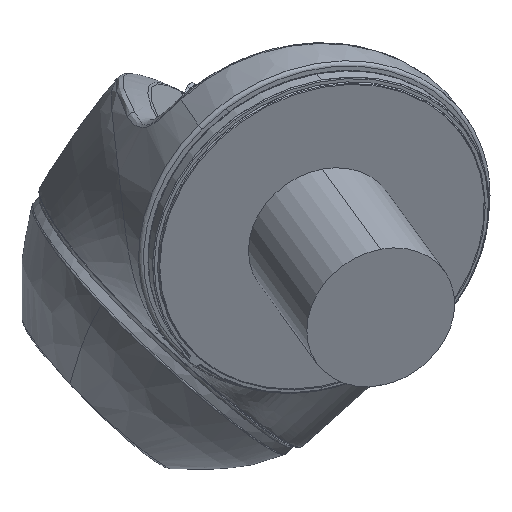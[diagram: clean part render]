
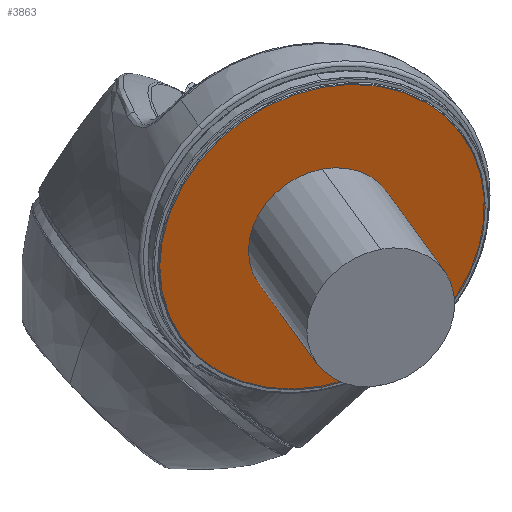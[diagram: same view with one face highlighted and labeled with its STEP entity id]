
A CAD part, left-side view. The second image highlights one B-rep face of the part: STEP entity #3863.
In plain terms, the highlighted planar face has unit normal (-0.814, -0.342, -0.47).
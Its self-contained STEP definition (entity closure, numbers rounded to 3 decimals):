
#1102 = DIRECTION ( 'NONE',  ( 0.5, 0., -0.866 ) ) ;
#1103 = DIRECTION ( 'NONE',  ( 0.814, 0.342, 0.47 ) ) ;
#1104 = CARTESIAN_POINT ( 'NONE',  ( 275.755, 165.894, 543.207 ) ) ;
#3863 = ADVANCED_FACE ( 'NONE', ( #42404, #42418 ), #16226, .F. ) ;
#6586 = CIRCLE ( 'NONE', #28369, 20. ) ;
#6702 = CIRCLE ( 'NONE', #28806, 44. ) ;
#6760 = CIRCLE ( 'NONE', #28767, 20. ) ;
#6821 = CIRCLE ( 'NONE', #28073, 44. ) ;
#16217 = DIRECTION ( 'NONE',  ( -0.107, -0.707, 0.699 ) ) ;
#16218 = DIRECTION ( 'NONE',  ( 0.814, 0.342, 0.47 ) ) ;
#16219 = CARTESIAN_POINT ( 'NONE',  ( 255.073, 224.94, 536.048 ) ) ;
#16226 = PLANE ( 'NONE',  #28109 ) ;
#19850 = DIRECTION ( 'NONE',  ( 0.5, 0., -0.866 ) ) ;
#19851 = DIRECTION ( 'NONE',  ( -0.814, -0.342, -0.47 ) ) ;
#19852 = CARTESIAN_POINT ( 'NONE',  ( 275.755, 165.894, 543.207 ) ) ;
#28015 = EDGE_CURVE ( 'NONE', #46839, #46855, #6821, .T. ) ;
#28073 = AXIS2_PLACEMENT_3D ( 'NONE', #1104, #1103, #1102 ) ;
#28109 = AXIS2_PLACEMENT_3D ( 'NONE', #16219, #16218, #16217 ) ;
#28179 = EDGE_CURVE ( 'NONE', #46617, #48727, #6760, .T. ) ;
#28369 = AXIS2_PLACEMENT_3D ( 'NONE', #30651, #30649, #30647 ) ;
#28411 = EDGE_CURVE ( 'NONE', #46855, #46839, #6702, .T. ) ;
#28595 = EDGE_CURVE ( 'NONE', #48727, #46617, #6586, .T. ) ;
#28767 = AXIS2_PLACEMENT_3D ( 'NONE', #19852, #19851, #19850 ) ;
#28806 = AXIS2_PLACEMENT_3D ( 'NONE', #31873, #31871, #31868 ) ;
#30647 = DIRECTION ( 'NONE',  ( 0.5, 0., -0.866 ) ) ;
#30649 = DIRECTION ( 'NONE',  ( -0.814, -0.342, -0.47 ) ) ;
#30651 = CARTESIAN_POINT ( 'NONE',  ( 275.755, 165.894, 543.207 ) ) ;
#31868 = DIRECTION ( 'NONE',  ( 0.5, 0., -0.866 ) ) ;
#31871 = DIRECTION ( 'NONE',  ( 0.814, 0.342, 0.47 ) ) ;
#31873 = CARTESIAN_POINT ( 'NONE',  ( 275.755, 165.894, 543.207 ) ) ;
#42404 = FACE_BOUND ( 'NONE', #46549, .T. ) ;
#42418 = FACE_OUTER_BOUND ( 'NONE', #46975, .T. ) ;
#46549 = EDGE_LOOP ( 'NONE', ( #48956, #49480 ) ) ;
#46617 = VERTEX_POINT ( 'NONE', #50527 ) ;
#46839 = VERTEX_POINT ( 'NONE', #50440 ) ;
#46855 = VERTEX_POINT ( 'NONE', #50434 ) ;
#46975 = EDGE_LOOP ( 'NONE', ( #49216, #48899 ) ) ;
#48727 = VERTEX_POINT ( 'NONE', #50328 ) ;
#48899 = ORIENTED_EDGE ( 'NONE', *, *, #28015, .F. ) ;
#48956 = ORIENTED_EDGE ( 'NONE', *, *, #28179, .F. ) ;
#49216 = ORIENTED_EDGE ( 'NONE', *, *, #28411, .F. ) ;
#49480 = ORIENTED_EDGE ( 'NONE', *, *, #28595, .F. ) ;
#50328 = CARTESIAN_POINT ( 'NONE',  ( 265.755, 165.894, 560.528 ) ) ;
#50434 = CARTESIAN_POINT ( 'NONE',  ( 253.755, 165.894, 581.313 ) ) ;
#50440 = CARTESIAN_POINT ( 'NONE',  ( 297.755, 165.894, 505.102 ) ) ;
#50527 = CARTESIAN_POINT ( 'NONE',  ( 285.755, 165.894, 525.887 ) ) ;
